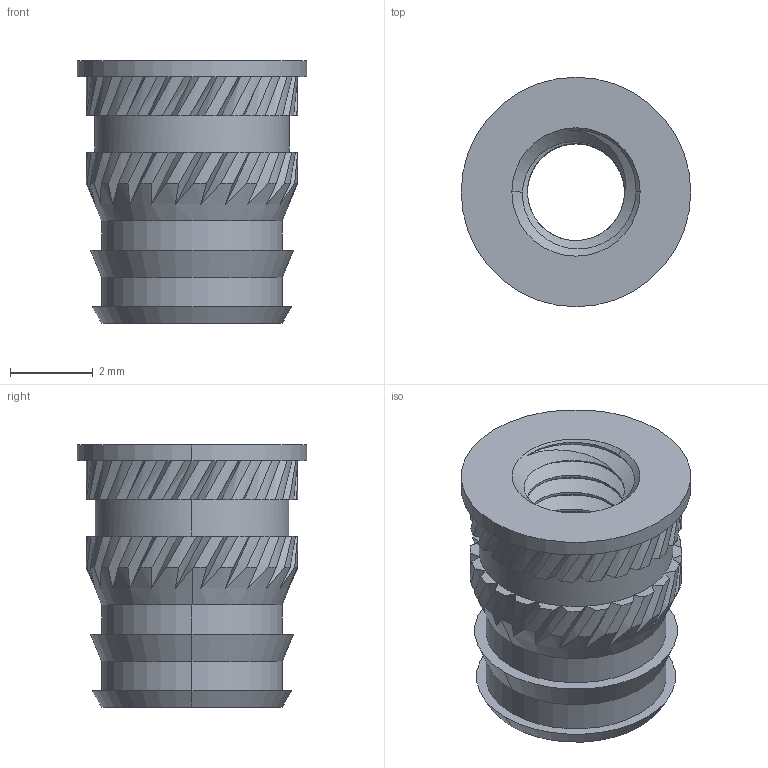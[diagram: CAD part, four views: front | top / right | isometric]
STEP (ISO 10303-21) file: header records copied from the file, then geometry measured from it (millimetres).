
FILE_DESCRIPTION (( 'STEP AP203' ), '1' );
FILE_NAME ('94180A333_Brass Tapered Heat-Set Inserts for Plastic.STEP', '2024-10-22T20:50:15', ( 'Administrator' ), ( 'Managed by Terraform' ), 'SwSTEP 2.0', 'SolidWorks 2017', '' );
FILE_SCHEMA (( 'CONFIG_CONTROL_DESIGN' ));
Length unit declared in the file: millimetre
Products named in the file (1): 94180A333_Brass Tapered Heat-Set Inserts for Plastic
Bounding box: 5.56 x 5.56 x 6.35 mm (x, y, z)
Volume: 76.7 mm3; surface area: 243.1 mm2
Topology: 1 solids, 1 shells, 247 faces, 626 edges, 384 vertices
Faces by surface type: bspline 99, cylinder 84, plane 53, cone 11
Entity records: 19060 total; most frequent: CARTESIAN_POINT 14382, ORIENTED_EDGE 1252, DIRECTION 690, EDGE_CURVE 626, VERTEX_POINT 384, AXIS2_PLACEMENT_3D 322, EDGE_LOOP 252, ADVANCED_FACE 247
